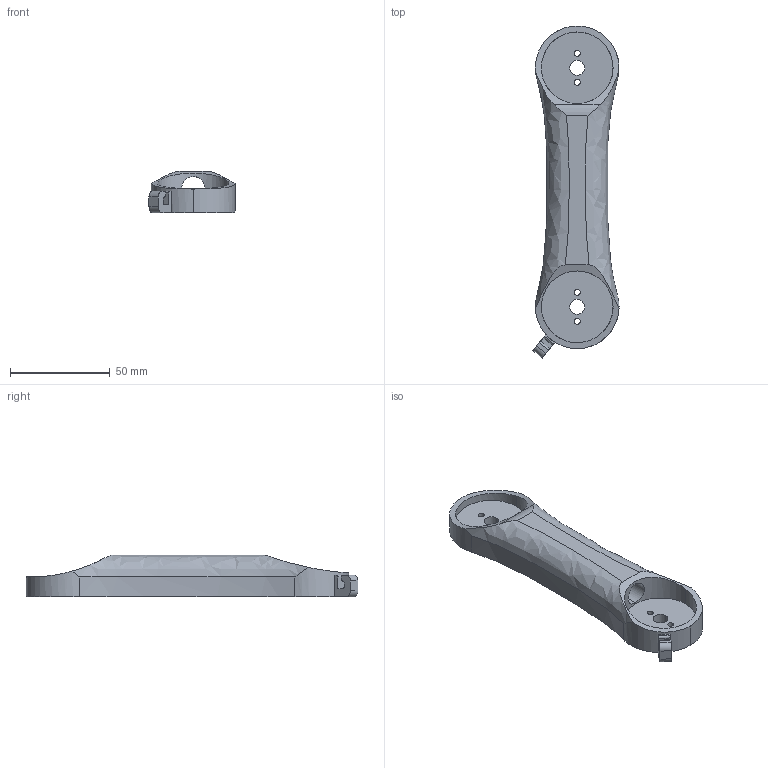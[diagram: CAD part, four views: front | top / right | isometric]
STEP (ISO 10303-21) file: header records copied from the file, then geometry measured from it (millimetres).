
FILE_DESCRIPTION (( 'STEP AP203' ), '1' );
FILE_NAME ('Arm 01_Default_sldprt.STEP', '2022-12-24T03:26:29', ( '' ), ( '' ), 'SwSTEP 2.0', 'SolidWorks 2020', '' );
FILE_SCHEMA (( 'CONFIG_CONTROL_DESIGN' ));
Length unit declared in the file: metre
Products named in the file (1): Arm 01_Default_sldprt
Bounding box: 43.22 x 166.68 x 21 mm (x, y, z)
Volume: 64444.4 mm3; surface area: 21771.4 mm2
Topology: 2 solids, 2 shells, 51 faces, 137 edges, 92 vertices
Faces by surface type: cylinder 31, plane 14, bspline 6
Entity records: 3534 total; most frequent: CARTESIAN_POINT 2177, ORIENTED_EDGE 274, DIRECTION 247, EDGE_CURVE 137, AXIS2_PLACEMENT_3D 94, VERTEX_POINT 92, EDGE_LOOP 67, LINE 59
